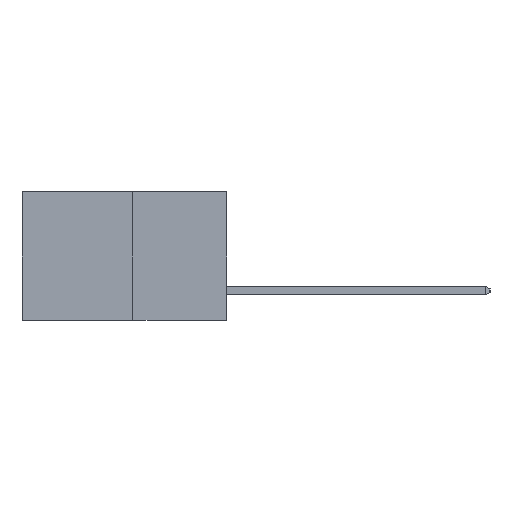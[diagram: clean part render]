
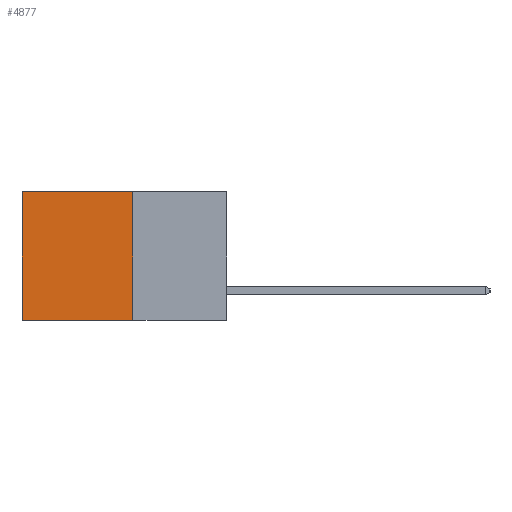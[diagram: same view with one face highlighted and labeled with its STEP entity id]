
A CAD part, left-side view. The second image highlights one B-rep face of the part: STEP entity #4877.
In plain terms, the highlighted planar face has unit normal (-1, 0, 0).
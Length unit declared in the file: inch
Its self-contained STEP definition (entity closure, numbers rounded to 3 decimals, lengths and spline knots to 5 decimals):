
#148 = VECTOR ( 'NONE', #9031, 39.37008 ) ;
#664 = EDGE_CURVE ( 'NONE', #8758, #21652, #1989, .T. ) ;
#1147 = ORIENTED_EDGE ( 'NONE', *, *, #17095, .F. ) ;
#1989 = LINE ( 'NONE', #24840, #19144 ) ;
#3838 = EDGE_LOOP ( 'NONE', ( #11229, #21557, #1147, #9469 ) ) ;
#4289 = CARTESIAN_POINT ( 'NONE',  ( 0.277, 0.59, -0.37 ) ) ;
#4877 = ADVANCED_FACE ( 'NONE', ( #23301 ), #6242, .F. ) ;
#6148 = LINE ( 'NONE', #6763, #148 ) ;
#6242 = PLANE ( 'NONE',  #9115 ) ;
#6763 = CARTESIAN_POINT ( 'NONE',  ( 0.277, 0.27, -0.37 ) ) ;
#6990 = VERTEX_POINT ( 'NONE', #18041 ) ;
#8249 = VECTOR ( 'NONE', #12734, 39.37008 ) ;
#8414 = LINE ( 'NONE', #23932, #19590 ) ;
#8499 = DIRECTION ( 'NONE',  ( 1., 0., 0. ) ) ;
#8758 = VERTEX_POINT ( 'NONE', #26457 ) ;
#9031 = DIRECTION ( 'NONE',  ( 0., 0., -1. ) ) ;
#9115 = AXIS2_PLACEMENT_3D ( 'NONE', #12967, #8499, #24039 ) ;
#9158 = VERTEX_POINT ( 'NONE', #18838 ) ;
#9469 = ORIENTED_EDGE ( 'NONE', *, *, #28616, .T. ) ;
#11229 = ORIENTED_EDGE ( 'NONE', *, *, #664, .T. ) ;
#12734 = DIRECTION ( 'NONE',  ( 0., 1., 0. ) ) ;
#12952 = DIRECTION ( 'NONE',  ( 0., 1., 0. ) ) ;
#12967 = CARTESIAN_POINT ( 'NONE',  ( 0.277, 0.27, -0.37 ) ) ;
#13824 = DIRECTION ( 'NONE',  ( 0., 0., -1. ) ) ;
#14928 = EDGE_CURVE ( 'NONE', #9158, #21652, #19426, .T. ) ;
#17095 = EDGE_CURVE ( 'NONE', #6990, #9158, #6148, .T. ) ;
#18041 = CARTESIAN_POINT ( 'NONE',  ( 0.277, 0.27, 0. ) ) ;
#18838 = CARTESIAN_POINT ( 'NONE',  ( 0.277, 0.27, -0.37 ) ) ;
#19144 = VECTOR ( 'NONE', #13824, 39.37008 ) ;
#19426 = LINE ( 'NONE', #25868, #8249 ) ;
#19590 = VECTOR ( 'NONE', #12952, 39.37008 ) ;
#21557 = ORIENTED_EDGE ( 'NONE', *, *, #14928, .F. ) ;
#21652 = VERTEX_POINT ( 'NONE', #4289 ) ;
#23301 = FACE_OUTER_BOUND ( 'NONE', #3838, .T. ) ;
#23932 = CARTESIAN_POINT ( 'NONE',  ( 0.277, 0.27, 0. ) ) ;
#24039 = DIRECTION ( 'NONE',  ( 0., 0., -1. ) ) ;
#24840 = CARTESIAN_POINT ( 'NONE',  ( 0.277, 0.59, -0.37 ) ) ;
#25868 = CARTESIAN_POINT ( 'NONE',  ( 0.277, 0.27, -0.37 ) ) ;
#26457 = CARTESIAN_POINT ( 'NONE',  ( 0.277, 0.59, 0. ) ) ;
#28616 = EDGE_CURVE ( 'NONE', #6990, #8758, #8414, .T. ) ;
